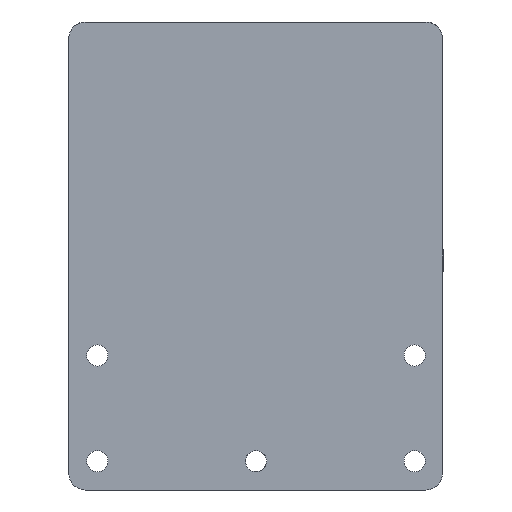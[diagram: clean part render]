
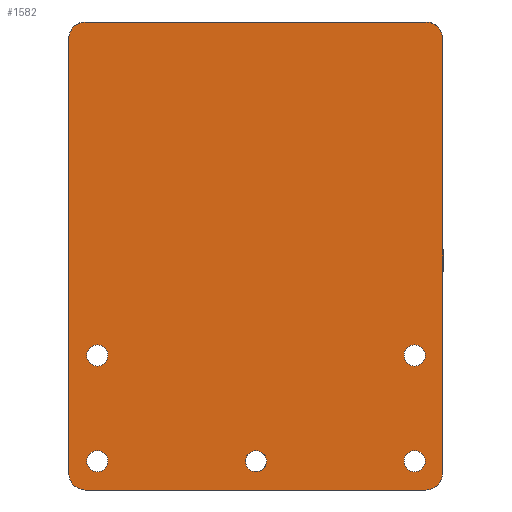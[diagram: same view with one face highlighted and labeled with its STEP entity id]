
A CAD part, left-side view. The second image highlights one B-rep face of the part: STEP entity #1582.
In plain terms, the highlighted planar face has unit normal (-1, 0, 0).
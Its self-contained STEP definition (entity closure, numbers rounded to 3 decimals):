
#26=FACE_BOUND('',#479,.T.);
#27=FACE_BOUND('',#480,.T.);
#28=FACE_BOUND('',#481,.T.);
#29=FACE_BOUND('',#482,.T.);
#30=FACE_BOUND('',#483,.T.);
#68=PLANE('',#1752);
#117=LINE('',#2868,#212);
#121=LINE('',#2887,#216);
#127=LINE('',#2910,#222);
#128=LINE('',#2912,#223);
#212=VECTOR('',#2067,10.);
#216=VECTOR('',#2081,10.);
#222=VECTOR('',#2111,10.);
#223=VECTOR('',#2114,10.);
#374=FACE_OUTER_BOUND('',#478,.T.);
#478=EDGE_LOOP('',(#1268,#1269,#1270,#1271,#1272,#1273,#1274,#1275));
#479=EDGE_LOOP('',(#1276));
#480=EDGE_LOOP('',(#1277));
#481=EDGE_LOOP('',(#1278));
#482=EDGE_LOOP('',(#1279));
#483=EDGE_LOOP('',(#1280));
#605=CIRCLE('',#1730,4.);
#607=CIRCLE('',#1735,4.);
#613=CIRCLE('',#1746,4.);
#614=CIRCLE('',#1749,4.);
#615=CIRCLE('',#1753,2.54);
#616=CIRCLE('',#1754,2.54);
#617=CIRCLE('',#1755,2.54);
#618=CIRCLE('',#1756,2.54);
#619=CIRCLE('',#1757,2.54);
#730=VERTEX_POINT('',#2857);
#731=VERTEX_POINT('',#2859);
#733=VERTEX_POINT('',#2867);
#734=VERTEX_POINT('',#2871);
#737=VERTEX_POINT('',#2886);
#740=VERTEX_POINT('',#2898);
#741=VERTEX_POINT('',#2904);
#742=VERTEX_POINT('',#2905);
#743=VERTEX_POINT('',#2914);
#744=VERTEX_POINT('',#2916);
#745=VERTEX_POINT('',#2918);
#746=VERTEX_POINT('',#2920);
#747=VERTEX_POINT('',#2922);
#906=EDGE_CURVE('',#730,#731,#605,.T.);
#910=EDGE_CURVE('',#733,#731,#117,.T.);
#912=EDGE_CURVE('',#733,#734,#607,.T.);
#917=EDGE_CURVE('',#737,#734,#121,.T.);
#923=EDGE_CURVE('',#737,#740,#613,.T.);
#926=EDGE_CURVE('',#741,#742,#614,.T.);
#929=EDGE_CURVE('',#730,#742,#127,.T.);
#930=EDGE_CURVE('',#741,#740,#128,.T.);
#931=EDGE_CURVE('',#743,#743,#615,.T.);
#932=EDGE_CURVE('',#744,#744,#616,.T.);
#933=EDGE_CURVE('',#745,#745,#617,.T.);
#934=EDGE_CURVE('',#746,#746,#618,.T.);
#935=EDGE_CURVE('',#747,#747,#619,.T.);
#1268=ORIENTED_EDGE('',*,*,#906,.F.);
#1269=ORIENTED_EDGE('',*,*,#929,.T.);
#1270=ORIENTED_EDGE('',*,*,#926,.F.);
#1271=ORIENTED_EDGE('',*,*,#930,.T.);
#1272=ORIENTED_EDGE('',*,*,#923,.F.);
#1273=ORIENTED_EDGE('',*,*,#917,.T.);
#1274=ORIENTED_EDGE('',*,*,#912,.F.);
#1275=ORIENTED_EDGE('',*,*,#910,.T.);
#1276=ORIENTED_EDGE('',*,*,#931,.T.);
#1277=ORIENTED_EDGE('',*,*,#932,.T.);
#1278=ORIENTED_EDGE('',*,*,#933,.T.);
#1279=ORIENTED_EDGE('',*,*,#934,.T.);
#1280=ORIENTED_EDGE('',*,*,#935,.T.);
#1582=ADVANCED_FACE('',(#374,#26,#27,#28,#29,#30),#68,.T.);
#1730=AXIS2_PLACEMENT_3D('',#2860,#2057,#2058);
#1735=AXIS2_PLACEMENT_3D('',#2872,#2071,#2072);
#1746=AXIS2_PLACEMENT_3D('',#2899,#2097,#2098);
#1749=AXIS2_PLACEMENT_3D('',#2906,#2105,#2106);
#1752=AXIS2_PLACEMENT_3D('',#2913,#2115,#2116);
#1753=AXIS2_PLACEMENT_3D('',#2915,#2117,#2118);
#1754=AXIS2_PLACEMENT_3D('',#2917,#2119,#2120);
#1755=AXIS2_PLACEMENT_3D('',#2919,#2121,#2122);
#1756=AXIS2_PLACEMENT_3D('',#2921,#2123,#2124);
#1757=AXIS2_PLACEMENT_3D('',#2923,#2125,#2126);
#2057=DIRECTION('center_axis',(1.,0.,0.));
#2058=DIRECTION('ref_axis',(0.,0.707,0.707));
#2067=DIRECTION('',(0.,1.,0.));
#2071=DIRECTION('center_axis',(1.,0.,0.));
#2072=DIRECTION('ref_axis',(0.,-0.707,0.707));
#2081=DIRECTION('',(0.,0.,1.));
#2097=DIRECTION('center_axis',(1.,0.,0.));
#2098=DIRECTION('ref_axis',(0.,-0.707,-0.707));
#2105=DIRECTION('center_axis',(1.,0.,0.));
#2106=DIRECTION('ref_axis',(0.,0.707,-0.707));
#2111=DIRECTION('',(0.,0.,-1.));
#2114=DIRECTION('',(0.,-1.,0.));
#2115=DIRECTION('center_axis',(-1.,0.,0.));
#2116=DIRECTION('ref_axis',(0.,-1.,0.));
#2117=DIRECTION('center_axis',(1.,0.,0.));
#2118=DIRECTION('ref_axis',(0.,-1.,0.));
#2119=DIRECTION('center_axis',(1.,0.,0.));
#2120=DIRECTION('ref_axis',(0.,-1.,0.));
#2121=DIRECTION('center_axis',(1.,0.,0.));
#2122=DIRECTION('ref_axis',(0.,-1.,0.));
#2123=DIRECTION('center_axis',(1.,0.,0.));
#2124=DIRECTION('ref_axis',(0.,-1.,0.));
#2125=DIRECTION('center_axis',(1.,0.,0.));
#2126=DIRECTION('ref_axis',(0.,-1.,0.));
#2857=CARTESIAN_POINT('',(-150.,44.97,50.7));
#2859=CARTESIAN_POINT('',(-150.,40.97,54.7));
#2860=CARTESIAN_POINT('Origin',(-150.,40.97,50.7));
#2867=CARTESIAN_POINT('',(-150.,-40.821,54.7));
#2868=CARTESIAN_POINT('',(-150.,-44.821,54.7));
#2871=CARTESIAN_POINT('',(-150.,-44.821,50.7));
#2872=CARTESIAN_POINT('Origin',(-150.,-40.821,50.7));
#2886=CARTESIAN_POINT('',(-150.,-44.821,-53.721));
#2887=CARTESIAN_POINT('',(-150.,-44.821,-57.721));
#2898=CARTESIAN_POINT('',(-150.,-40.821,-57.721));
#2899=CARTESIAN_POINT('Origin',(-150.,-40.821,-53.721));
#2904=CARTESIAN_POINT('',(-150.,40.97,-57.721));
#2905=CARTESIAN_POINT('',(-150.,44.97,-53.721));
#2906=CARTESIAN_POINT('Origin',(-150.,40.97,-53.721));
#2910=CARTESIAN_POINT('',(-150.,44.97,-5.3));
#2912=CARTESIAN_POINT('',(-150.,44.97,-57.721));
#2913=CARTESIAN_POINT('Origin',(-150.,0.074,-31.511));
#2914=CARTESIAN_POINT('',(-150.,40.64,-25.4));
#2915=CARTESIAN_POINT('Origin',(-150.,38.1,-25.4));
#2916=CARTESIAN_POINT('',(-150.,-35.56,-25.4));
#2917=CARTESIAN_POINT('Origin',(-150.,-38.1,-25.4));
#2918=CARTESIAN_POINT('',(-150.,-35.56,-50.8));
#2919=CARTESIAN_POINT('Origin',(-150.,-38.1,-50.8));
#2920=CARTESIAN_POINT('',(-150.,2.54,-50.8));
#2921=CARTESIAN_POINT('Origin',(-150.,0.,-50.8));
#2922=CARTESIAN_POINT('',(-150.,40.64,-50.8));
#2923=CARTESIAN_POINT('Origin',(-150.,38.1,-50.8));
